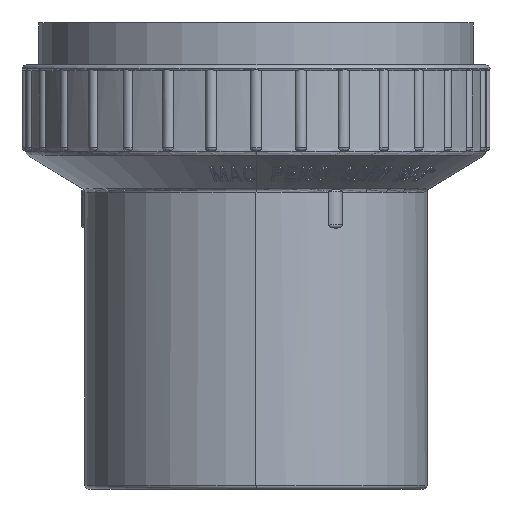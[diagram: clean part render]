
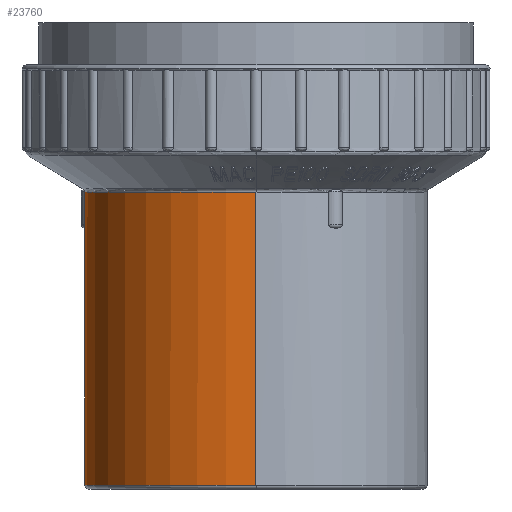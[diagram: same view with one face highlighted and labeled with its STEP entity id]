
A CAD part, left-side view. The second image highlights one B-rep face of the part: STEP entity #23760.
In plain terms, the highlighted cylindrical face has radius 45 mm (diameter 90 mm), a partial arc.
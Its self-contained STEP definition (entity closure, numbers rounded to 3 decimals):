
#63=DIRECTION('',(0.,1.,0.));
#64=VECTOR('',#63,8.537);
#65=CARTESIAN_POINT('',(3.779,15.463,44.841));
#66=LINE('',#65,#64);
#67=CARTESIAN_POINT('',(0.,24.9,0.));
#68=DIRECTION('',(0.,1.,0.));
#69=DIRECTION('',(0.031,0.,1.));
#70=AXIS2_PLACEMENT_3D('',#67,#68,#69);
#72=DIRECTION('',(0.,1.,0.));
#73=VECTOR('',#72,8.537);
#74=CARTESIAN_POINT('',(-0.218,15.463,44.999));
#75=LINE('',#74,#73);
#76=CARTESIAN_POINT('',(0.,15.463,0.));
#77=DIRECTION('',(0.,1.,0.));
#78=DIRECTION('',(-1.,0.,0.));
#79=AXIS2_PLACEMENT_3D('',#76,#77,#78);
#81=CARTESIAN_POINT('',(0.,92.5,0.));
#82=DIRECTION('',(0.,-1.,0.));
#83=DIRECTION('',(1.,0.,0.));
#84=AXIS2_PLACEMENT_3D('',#81,#82,#83);
#86=CARTESIAN_POINT('',(0.,15.463,0.));
#87=DIRECTION('',(0.,1.,0.));
#88=DIRECTION('',(0.084,0.,0.996));
#89=AXIS2_PLACEMENT_3D('',#86,#87,#88);
#96=CARTESIAN_POINT('',(2.183,24.9,44.947));
#97=CARTESIAN_POINT('',(2.244,24.9,44.944));
#98=CARTESIAN_POINT('',(2.363,24.899,44.938));
#99=CARTESIAN_POINT('',(2.537,24.893,44.929));
#100=CARTESIAN_POINT('',(2.704,24.88,44.919));
#101=CARTESIAN_POINT('',(2.865,24.858,44.909));
#102=CARTESIAN_POINT('',(3.02,24.823,44.899));
#103=CARTESIAN_POINT('',(3.16,24.778,44.889));
#104=CARTESIAN_POINT('',(3.285,24.723,44.88));
#105=CARTESIAN_POINT('',(3.393,24.66,44.872));
#106=CARTESIAN_POINT('',(3.487,24.591,44.865));
#107=CARTESIAN_POINT('',(3.567,24.515,44.858));
#108=CARTESIAN_POINT('',(3.634,24.435,44.853));
#109=CARTESIAN_POINT('',(3.687,24.352,44.849));
#110=CARTESIAN_POINT('',(3.729,24.267,44.845));
#111=CARTESIAN_POINT('',(3.758,24.178,44.843));
#112=CARTESIAN_POINT('',(3.775,24.088,44.841));
#113=CARTESIAN_POINT('',(3.779,24.029,44.841));
#114=CARTESIAN_POINT('',(3.779,24.,44.841));
#121=CARTESIAN_POINT('',(-0.218,24.,44.999));
#122=CARTESIAN_POINT('',(-0.218,24.029,44.999));
#123=CARTESIAN_POINT('',(-0.214,24.088,44.999));
#124=CARTESIAN_POINT('',(-0.197,24.178,45.));
#125=CARTESIAN_POINT('',(-0.167,24.267,45.));
#126=CARTESIAN_POINT('',(-0.126,24.352,45.));
#127=CARTESIAN_POINT('',(-0.072,24.435,45.));
#128=CARTESIAN_POINT('',(-0.005,24.515,45.));
#129=CARTESIAN_POINT('',(0.076,24.591,45.));
#130=CARTESIAN_POINT('',(0.17,24.66,45.));
#131=CARTESIAN_POINT('',(0.278,24.723,44.999));
#132=CARTESIAN_POINT('',(0.403,24.778,44.998));
#133=CARTESIAN_POINT('',(0.544,24.823,44.997));
#134=CARTESIAN_POINT('',(0.699,24.858,44.995));
#135=CARTESIAN_POINT('',(0.86,24.88,44.992));
#136=CARTESIAN_POINT('',(1.028,24.893,44.988));
#137=CARTESIAN_POINT('',(1.202,24.899,44.984));
#138=CARTESIAN_POINT('',(1.321,24.9,44.981));
#139=CARTESIAN_POINT('',(1.382,24.9,44.979));
#330=DIRECTION('',(0.,-1.,0.));
#331=VECTOR('',#330,77.037);
#332=CARTESIAN_POINT('',(45.,92.5,0.));
#333=LINE('',#332,#331);
#339=DIRECTION('',(0.,-1.,0.));
#340=VECTOR('',#339,77.037);
#341=CARTESIAN_POINT('',(-45.,92.5,0.));
#342=LINE('',#341,#340);
#21561=CARTESIAN_POINT('',(45.,92.5,0.));
#21562=CARTESIAN_POINT('',(-45.,92.5,0.));
#21563=VERTEX_POINT('',#21561);
#21564=VERTEX_POINT('',#21562);
#21585=CARTESIAN_POINT('',(-45.,15.463,0.));
#21586=VERTEX_POINT('',#21585);
#21587=CARTESIAN_POINT('',(45.,15.463,0.));
#21588=VERTEX_POINT('',#21587);
#21591=CARTESIAN_POINT('',(-0.218,15.463,
44.999));
#21592=VERTEX_POINT('',#21591);
#21593=CARTESIAN_POINT('',(3.779,15.463,44.841));
#21594=VERTEX_POINT('',#21593);
#23463=CARTESIAN_POINT('',(1.382,24.9,44.979));
#23464=CARTESIAN_POINT('',(2.183,24.9,44.947));
#23465=VERTEX_POINT('',#23463);
#23466=VERTEX_POINT('',#23464);
#23467=CARTESIAN_POINT('',(-0.218,24.,44.999));
#23468=VERTEX_POINT('',#23467);
#23469=CARTESIAN_POINT('',(3.779,24.,44.841));
#23470=VERTEX_POINT('',#23469);
#23734=CARTESIAN_POINT('',(0.,0.,0.));
#23735=DIRECTION('',(0.,1.,0.));
#23736=DIRECTION('',(1.,0.,0.));
#23737=AXIS2_PLACEMENT_3D('',#23734,#23735,#23736);
#23738=CYLINDRICAL_SURFACE('',#23737,45.);
#23740=ORIENTED_EDGE('',*,*,#23739,.T.);
#23742=ORIENTED_EDGE('',*,*,#23741,.F.);
#23744=ORIENTED_EDGE('',*,*,#23743,.F.);
#23746=ORIENTED_EDGE('',*,*,#23745,.F.);
#23748=ORIENTED_EDGE('',*,*,#23747,.F.);
#23750=ORIENTED_EDGE('',*,*,#23749,.F.);
#23752=ORIENTED_EDGE('',*,*,#23751,.F.);
#23753=ORIENTED_EDGE('',*,*,#23724,.F.);
#23755=ORIENTED_EDGE('',*,*,#23754,.T.);
#23757=ORIENTED_EDGE('',*,*,#23756,.F.);
#23758=EDGE_LOOP('',(#23740,#23742,#23744,#23746,#23748,#23750,#23752,#23753,
#23755,#23757));
#23759=FACE_OUTER_BOUND('',#23758,.F.);
#23760=ADVANCED_FACE('',(#23759),#23738,.T.);
#71=CIRCLE('',#70,45.);
#80=CIRCLE('',#79,45.);
#85=CIRCLE('',#84,45.);
#90=CIRCLE('',#89,45.);
#115=B_SPLINE_CURVE_WITH_KNOTS('',3,(#96,#97,#98,#99,#100,#101,#102,#103,#104,
#105,#106,#107,#108,#109,#110,#111,#112,#113,#114),.UNSPECIFIED.,.F.,.F.,(4,1,1,
1,1,1,1,1,1,1,1,1,1,1,1,1,4),(0.,0.063,0.125,0.188,0.25,0.313,
0.375,0.438,0.5,0.563,0.625,0.688,0.75,0.813,0.875,
0.938,1.),.UNSPECIFIED.);
#140=B_SPLINE_CURVE_WITH_KNOTS('',3,(#121,#122,#123,#124,#125,#126,#127,#128,
#129,#130,#131,#132,#133,#134,#135,#136,#137,#138,#139),.UNSPECIFIED.,.F.,.F.,
(4,1,1,1,1,1,1,1,1,1,1,1,1,1,1,1,4),(0.,0.063,0.125,0.188,0.25,
0.313,0.375,0.438,0.5,0.563,0.625,0.688,0.75,0.813,
0.875,0.938,1.),.UNSPECIFIED.);
#23724=EDGE_CURVE('',#21563,#21564,#85,.T.);
#23739=EDGE_CURVE('',#21594,#23470,#66,.T.);
#23741=EDGE_CURVE('',#23466,#23470,#115,.T.);
#23743=EDGE_CURVE('',#23465,#23466,#71,.T.);
#23745=EDGE_CURVE('',#23468,#23465,#140,.T.);
#23747=EDGE_CURVE('',#21592,#23468,#75,.T.);
#23749=EDGE_CURVE('',#21586,#21592,#80,.T.);
#23751=EDGE_CURVE('',#21564,#21586,#342,.T.);
#23754=EDGE_CURVE('',#21563,#21588,#333,.T.);
#23756=EDGE_CURVE('',#21594,#21588,#90,.T.);
